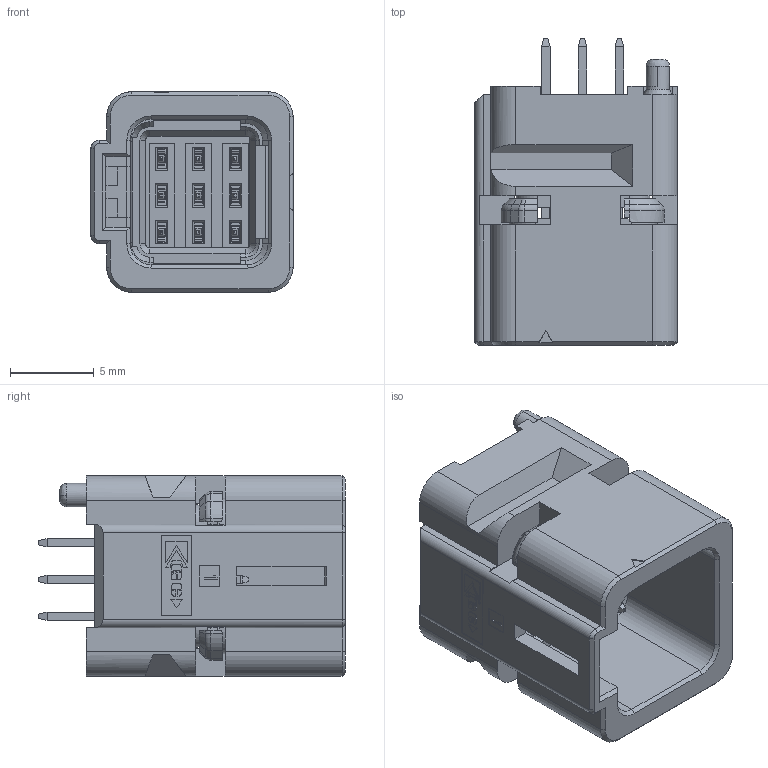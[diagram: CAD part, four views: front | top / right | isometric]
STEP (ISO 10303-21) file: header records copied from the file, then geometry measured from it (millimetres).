
FILE_DESCRIPTION((''),'2;1');
FILE_NAME('09PIN-G-B1','2025-03-19T15:41:45',('NK210218'),(''),'CREO PARAMETRIC BY PTC INC, 2020053','CREO PARAMETRIC BY PTC INC, 2020053','');
FILE_SCHEMA(('CONFIG_CONTROL_DESIGN','SHAPE_APPEARANCE_LAYERS_GROUPS'));
Length unit declared in the file: inch
Products named in the file (1): 09PIN-G-B1
Bounding box: 12.1 x 18.35 x 12 mm (x, y, z)
Volume: 1054.5 mm3; surface area: 1855.7 mm2
Topology: 1 solids, 1 shells, 892 faces, 2392 edges, 1517 vertices
Faces by surface type: plane 621, cylinder 202, cone 29, torus 17, bspline 11, extrusion 9, sphere 3
Entity records: 34785 total; most frequent: CARTESIAN_POINT 6195, ORIENTED_EDGE 4784, DIRECTION 4410, EDGE_CURVE 2392, VECTOR 1842, LINE 1833, VERTEX_POINT 1517, AXIS2_PLACEMENT_3D 1284
